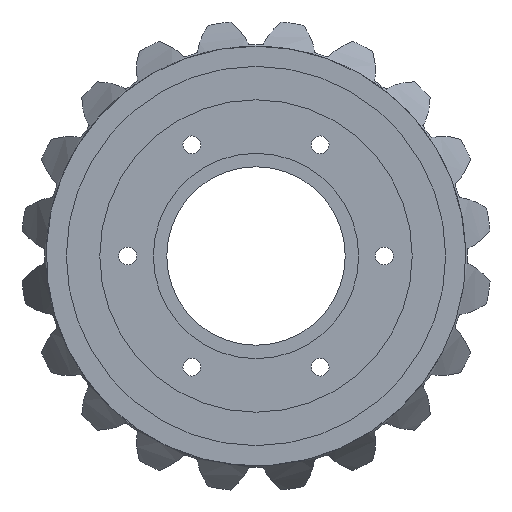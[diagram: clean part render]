
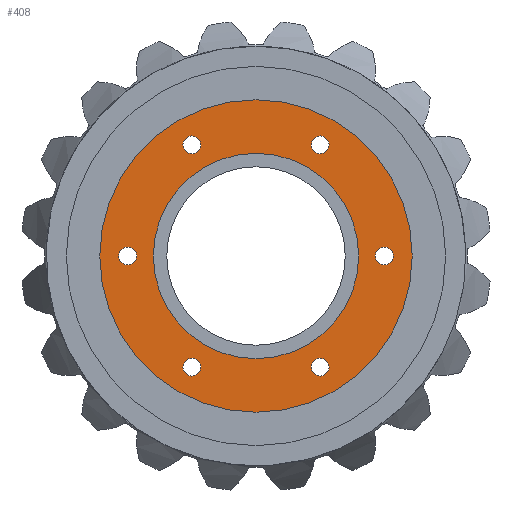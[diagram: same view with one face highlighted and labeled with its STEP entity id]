
A CAD part, front view. The second image highlights one B-rep face of the part: STEP entity #408.
In plain terms, the highlighted planar face has unit normal (0, -1, 0).
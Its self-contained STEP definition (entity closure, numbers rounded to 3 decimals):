
#408=ADVANCED_FACE('',(#830,#831,#832,#833,#834,#835,#836,#837),#838,.F.);
#830=FACE_OUTER_BOUND('',#1281,.T.);
#831=FACE_BOUND('',#1282,.T.);
#832=FACE_BOUND('',#1283,.T.);
#833=FACE_BOUND('',#1284,.T.);
#834=FACE_BOUND('',#1285,.T.);
#835=FACE_BOUND('',#1286,.T.);
#836=FACE_BOUND('',#1287,.T.);
#837=FACE_BOUND('',#1288,.T.);
#838=PLANE('',#1289);
#1281=EDGE_LOOP('',(#30963));
#1282=EDGE_LOOP('',(#30964));
#1283=EDGE_LOOP('',(#30965));
#1284=EDGE_LOOP('',(#30966));
#1285=EDGE_LOOP('',(#30967));
#1286=EDGE_LOOP('',(#30968));
#1287=EDGE_LOOP('',(#30969));
#1288=EDGE_LOOP('',(#30970));
#1289=AXIS2_PLACEMENT_3D('',#30971,#30972,#30973);
#30963=ORIENTED_EDGE('',*,*,#32201,.F.);
#30964=ORIENTED_EDGE('',*,*,#32203,.F.);
#30965=ORIENTED_EDGE('',*,*,#32204,.T.);
#30966=ORIENTED_EDGE('',*,*,#32205,.T.);
#30967=ORIENTED_EDGE('',*,*,#32206,.T.);
#30968=ORIENTED_EDGE('',*,*,#32207,.T.);
#30969=ORIENTED_EDGE('',*,*,#32208,.T.);
#30970=ORIENTED_EDGE('',*,*,#32209,.T.);
#30971=CARTESIAN_POINT('',(0.0,-15.114,0.0));
#30972=DIRECTION('',(-0.0,1.0,0.0));
#30973=DIRECTION('',(1.0,0.0,0.0));
#32201=EDGE_CURVE('',#32979,#32979,#32980,.T.);
#32203=EDGE_CURVE('',#32982,#32982,#32983,.F.);
#32204=EDGE_CURVE('',#32984,#32984,#32985,.T.);
#32205=EDGE_CURVE('',#32986,#32986,#32987,.T.);
#32206=EDGE_CURVE('',#32988,#32988,#32989,.T.);
#32207=EDGE_CURVE('',#32990,#32990,#32991,.T.);
#32208=EDGE_CURVE('',#32992,#32992,#32993,.T.);
#32209=EDGE_CURVE('',#32994,#32994,#32995,.T.);
#32979=VERTEX_POINT('',#35625);
#32980=CIRCLE('',#35626,14.0);
#32982=VERTEX_POINT('',#35628);
#32983=CIRCLE('',#35629,9.2);
#32984=VERTEX_POINT('',#35630);
#32985=CIRCLE('',#35631,0.8);
#32986=VERTEX_POINT('',#35632);
#32987=CIRCLE('',#35633,0.8);
#32988=VERTEX_POINT('',#35634);
#32989=CIRCLE('',#35635,0.8);
#32990=VERTEX_POINT('',#35636);
#32991=CIRCLE('',#35637,0.8);
#32992=VERTEX_POINT('',#35638);
#32993=CIRCLE('',#35639,0.8);
#32994=VERTEX_POINT('',#35640);
#32995=CIRCLE('',#35641,0.8);
#35625=CARTESIAN_POINT('',(14.0,-15.114,0.0));
#35626=AXIS2_PLACEMENT_3D('',#35813,#35814,#35815);
#35628=CARTESIAN_POINT('',(0.,-15.114,9.2));
#35629=AXIS2_PLACEMENT_3D('',#35816,#35817,#35818);
#35630=CARTESIAN_POINT('',(-11.5,-15.114,0.8));
#35631=AXIS2_PLACEMENT_3D('',#35819,#35820,#35821);
#35632=CARTESIAN_POINT('',(-5.75,-15.114,10.759));
#35633=AXIS2_PLACEMENT_3D('',#35822,#35823,#35824);
#35634=CARTESIAN_POINT('',(5.75,-15.114,10.759));
#35635=AXIS2_PLACEMENT_3D('',#35825,#35826,#35827);
#35636=CARTESIAN_POINT('',(11.5,-15.114,0.8));
#35637=AXIS2_PLACEMENT_3D('',#35828,#35829,#35830);
#35638=CARTESIAN_POINT('',(5.75,-15.114,-9.159));
#35639=AXIS2_PLACEMENT_3D('',#35831,#35832,#35833);
#35640=CARTESIAN_POINT('',(-5.75,-15.114,-9.159));
#35641=AXIS2_PLACEMENT_3D('',#35834,#35835,#35836);
#35813=CARTESIAN_POINT('',(0.0,-15.114,0.0));
#35814=DIRECTION('',(-0.0,1.0,0.0));
#35815=DIRECTION('',(1.0,0.0,0.0));
#35816=CARTESIAN_POINT('',(0.0,-15.114,0.0));
#35817=DIRECTION('',(0.0,1.0,0.0));
#35818=DIRECTION('',(0.0,0.0,1.0));
#35819=CARTESIAN_POINT('',(-11.5,-15.114,0.0));
#35820=DIRECTION('',(0.0,1.0,0.0));
#35821=DIRECTION('',(0.0,0.0,1.0));
#35822=CARTESIAN_POINT('',(-5.75,-15.114,9.959));
#35823=DIRECTION('',(0.0,1.0,0.0));
#35824=DIRECTION('',(0.0,0.0,1.0));
#35825=CARTESIAN_POINT('',(5.75,-15.114,9.959));
#35826=DIRECTION('',(0.0,1.0,0.0));
#35827=DIRECTION('',(0.0,0.0,1.0));
#35828=CARTESIAN_POINT('',(11.5,-15.114,0.0));
#35829=DIRECTION('',(0.0,1.0,0.0));
#35830=DIRECTION('',(0.0,0.0,1.0));
#35831=CARTESIAN_POINT('',(5.75,-15.114,-9.959));
#35832=DIRECTION('',(0.0,1.0,0.0));
#35833=DIRECTION('',(0.0,0.0,1.0));
#35834=CARTESIAN_POINT('',(-5.75,-15.114,-9.959));
#35835=DIRECTION('',(0.0,1.0,0.0));
#35836=DIRECTION('',(0.0,0.0,1.0));
